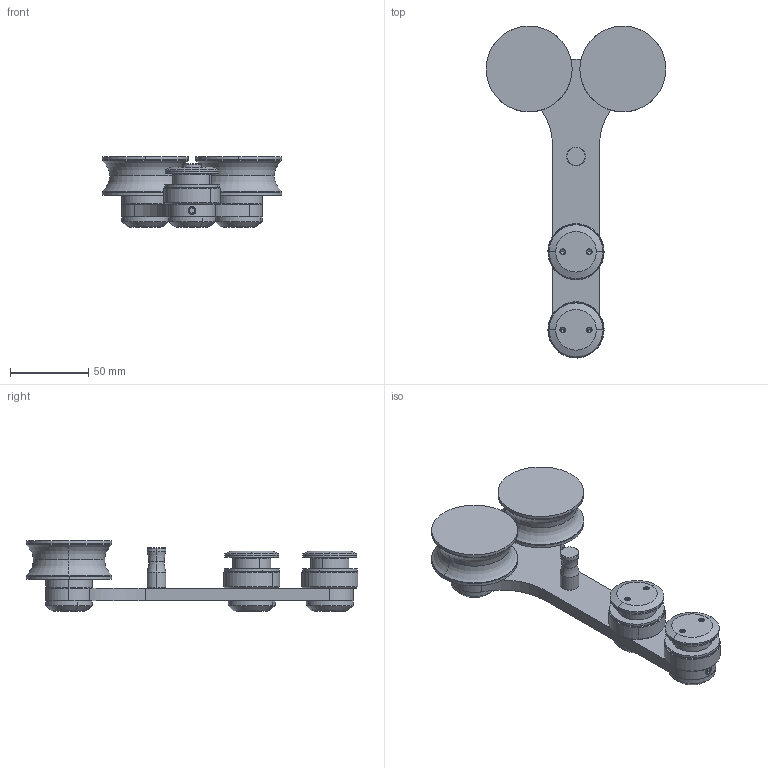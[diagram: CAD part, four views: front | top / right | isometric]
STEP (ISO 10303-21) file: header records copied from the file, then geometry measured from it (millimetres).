
FILE_DESCRIPTION (( 'STEP AP203' ), '1' );
FILE_NAME ('60811-240.step', '2018-07-23T12:05:15', ( '' ), ( '' ), 'SwSTEP 2.0', 'SolidWorks 2015', '' );
FILE_SCHEMA (( 'CONFIG_CONTROL_DESIGN' ));
Length unit declared in the file: millimetre
Products named in the file (18): circlips for shaft--type a large gb_GB_CONNECTING_PIECE_RING_RRA 15; DIN-7991 M6-M10_DIN7991 M6x14; 60811-240; 6081X-240 Teil11_6081X-240 Teil11; 6081X-240 Teil9_6081X-240 Teil9; 6081X-240 Teil8_6081X-240 Teil8; 6081X-240 Teil12_6081X-240 Teil12; 60811-240 Teil1_60811-240 Teil1; 6081X-240 Teil5_6081X-240 Teil5; 6081X-240 Teil2_6081X-240 Teil2; 6081X-240 Teil10_6081X-240 Teil10; 6081X-240 Teil4_6081X-240 Teil4; 6081X-240 Teil3_6081X-240 Teil3; 6081X-240 Teil7_6081X-240 Teil7; 6081X-240 Teil6_6081X-240 Teil6; DIN914_DIN 914 M5x8; DIN-7991 M6-M10_DIN7991 M10x25; radial ball bearing_68_din_DIN 625 - 6002 - 12,DE,AC,12_68
Assembly tree (34 placements, depth 2):
  60811-240
    60811-240 Teil1_60811-240 Teil1
    6081X-240 Teil7_6081X-240 Teil7
    6081X-240 Teil2_6081X-240 Teil2  x2
    6081X-240 Teil3_6081X-240 Teil3  x2
    6081X-240 Teil4_6081X-240 Teil4  x2
    6081X-240 Teil5_6081X-240 Teil5  x2
    radial ball bearing_68_din_DIN 625 - 6002 - 12,DE,AC,12_68  x2
    circlips for shaft--type a large gb_GB_CONNECTING_PIECE_RING_RRA 15  x2
    6081X-240 Teil6_6081X-240 Teil6  x4
    DIN-7991 M6-M10_DIN7991 M10x25  x4
    DIN-7991 M6-M10_DIN7991 M6x14
    6081X-240 Teil8_6081X-240 Teil8  x2
    6081X-240 Teil9_6081X-240 Teil9  x2
    6081X-240 Teil11_6081X-240 Teil11  x2
    6081X-240 Teil10_6081X-240 Teil10  x2
    6081X-240 Teil12_6081X-240 Teil12  x2
    DIN914_DIN 914 M5x8
Bounding box: 115 x 212.49 x 45 mm (x, y, z)
Volume: 206672.6 mm3; surface area: 122689.3 mm2
Topology: 34 solids, 34 shells, 1348 faces, 3576 edges, 2275 vertices
Faces by surface type: cylinder 396, plane 348, sphere 192, cone 185, bspline 115, torus 112
Entity records: 46237 total; most frequent: CARTESIAN_POINT 25556, ORIENTED_EDGE 4068, DIRECTION 3457, EDGE_CURVE 2034, AXIS2_PLACEMENT_3D 1350, VERTEX_POINT 1314, EDGE_LOOP 880, ADVANCED_FACE 777
